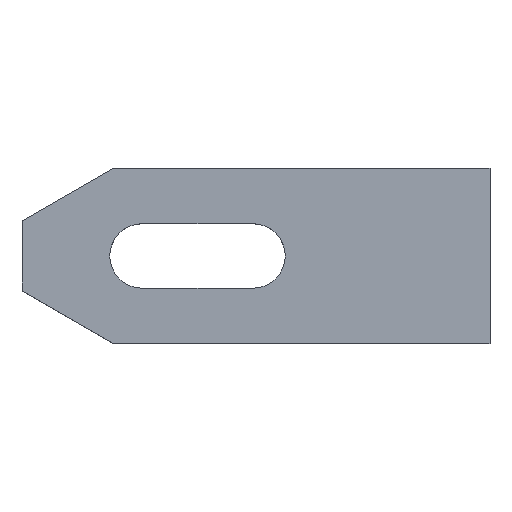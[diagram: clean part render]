
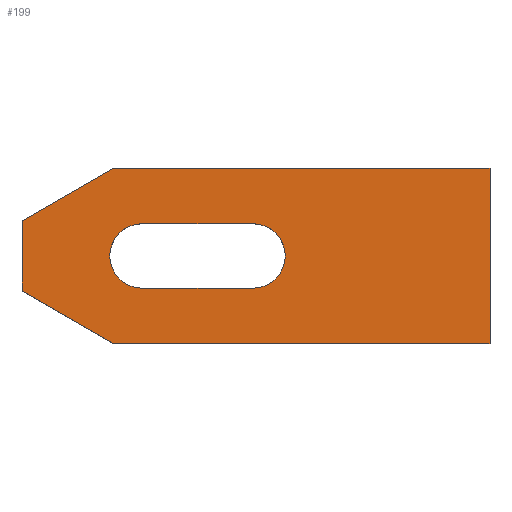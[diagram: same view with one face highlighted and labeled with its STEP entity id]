
A CAD part, top view. The second image highlights one B-rep face of the part: STEP entity #199.
In plain terms, the highlighted planar face has unit normal (0, 0, 1).
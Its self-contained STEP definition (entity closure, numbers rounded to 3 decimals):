
#87=EDGE_CURVE('',#191,#103,#229,.T.);
#103=VERTEX_POINT('',#245);
#105=EDGE_CURVE('',#137,#207,#247,.T.);
#109=EDGE_CURVE('',#167,#185,#251,.T.);
#113=EDGE_CURVE('',#103,#165,#257,.T.);
#119=EDGE_CURVE('',#165,#121,#264,.T.);
#121=VERTEX_POINT('',#266);
#123=EDGE_CURVE('',#121,#191,#268,.T.);
#137=VERTEX_POINT('',#284);
#139=EDGE_CURVE('',#207,#167,#286,.T.);
#141=EDGE_CURVE('',#161,#137,#288,.T.);
#159=EDGE_CURVE('',#205,#161,#308,.T.);
#161=VERTEX_POINT('',#310);
#165=VERTEX_POINT('',#314);
#167=VERTEX_POINT('',#316);
#185=VERTEX_POINT('',#337);
#191=VERTEX_POINT('',#343);
#197=EDGE_CURVE('',#185,#205,#349,.T.);
#199=ADVANCED_FACE('',(#351,#352),#353,.T.);
#205=VERTEX_POINT('',#360);
#207=VERTEX_POINT('',#362);
#229=LINE('',#376,#377);
#245=CARTESIAN_POINT('',(20.5,-5.5,15.0));
#247=LINE('',#403,#404);
#251=LINE('',#409,#410);
#257=CIRCLE('',#417,5.5);
#264=LINE('',#427,#428);
#266=CARTESIAN_POINT('',(39.5,5.5,15.0));
#268=CIRCLE('',#433,5.5);
#284=CARTESIAN_POINT('',(80.,15.0,15.0));
#286=LINE('',#458,#459);
#288=LINE('',#462,#463);
#308=LINE('',#490,#491);
#310=CARTESIAN_POINT('',(15.588,15.0,15.0));
#314=CARTESIAN_POINT('',(20.5,5.5,15.0));
#316=CARTESIAN_POINT('',(15.588,-15.0,15.0));
#337=CARTESIAN_POINT('',(0.,-6.0,15.0));
#343=CARTESIAN_POINT('',(39.5,-5.5,15.0));
#349=LINE('',#546,#547);
#351=FACE_BOUND('',#549,.T.);
#352=FACE_OUTER_BOUND('',#550,.T.);
#353=PLANE('',#551);
#360=CARTESIAN_POINT('',(0.,6.0,15.0));
#362=CARTESIAN_POINT('',(80.,-15.0,15.0));
#376=CARTESIAN_POINT('',(41.115,-5.5,15.0));
#377=VECTOR('',#570,1.0);
#403=CARTESIAN_POINT('',(80.,-15.0,15.0));
#404=VECTOR('',#576,1.0);
#409=CARTESIAN_POINT('',(0.,-6.0,15.0));
#410=VECTOR('',#577,1.0);
#417=AXIS2_PLACEMENT_3D('',#592,#593,#594);
#427=CARTESIAN_POINT('',(31.615,5.5,15.0));
#428=VECTOR('',#604,1.0);
#433=AXIS2_PLACEMENT_3D('',#605,#606,#607);
#458=CARTESIAN_POINT('',(15.588,-15.0,15.0));
#459=VECTOR('',#627,1.0);
#462=CARTESIAN_POINT('',(80.,15.0,15.0));
#463=VECTOR('',#628,1.0);
#490=CARTESIAN_POINT('',(15.588,15.0,15.0));
#491=VECTOR('',#648,1.0);
#546=CARTESIAN_POINT('',(0.,6.0,15.0));
#547=VECTOR('',#682,1.0);
#549=EDGE_LOOP('',(#684,#685,#686,#687));
#550=EDGE_LOOP('',(#688,#689,#690,#691,#692,#693));
#551=AXIS2_PLACEMENT_3D('',#694,#695,#696);
#570=DIRECTION('',(-1.0,0.0,0.0));
#576=DIRECTION('',(0.0,-1.0,0.0));
#577=DIRECTION('',(-0.866,0.5,0.0));
#592=CARTESIAN_POINT('',(20.5,0.0,15.0));
#593=DIRECTION('',(0.0,0.0,-1.0));
#594=DIRECTION('',(0.0,-1.0,0.0));
#604=DIRECTION('',(1.0,0.0,0.0));
#605=CARTESIAN_POINT('',(39.5,0.0,15.0));
#606=DIRECTION('',(0.0,0.0,-1.0));
#607=DIRECTION('',(0.0,1.0,0.0));
#627=DIRECTION('',(-1.0,0.0,0.0));
#628=DIRECTION('',(1.0,0.0,0.0));
#648=DIRECTION('',(0.866,0.5,0.0));
#682=DIRECTION('',(0.0,1.0,0.0));
#684=ORIENTED_EDGE('',*,*,#113,.T.);
#685=ORIENTED_EDGE('',*,*,#119,.T.);
#686=ORIENTED_EDGE('',*,*,#123,.T.);
#687=ORIENTED_EDGE('',*,*,#87,.T.);
#688=ORIENTED_EDGE('',*,*,#139,.F.);
#689=ORIENTED_EDGE('',*,*,#105,.F.);
#690=ORIENTED_EDGE('',*,*,#141,.F.);
#691=ORIENTED_EDGE('',*,*,#159,.F.);
#692=ORIENTED_EDGE('',*,*,#197,.F.);
#693=ORIENTED_EDGE('',*,*,#109,.F.);
#694=CARTESIAN_POINT('',(42.73,0.0,15.0));
#695=DIRECTION('',(0.0,0.0,1.0));
#696=DIRECTION('',(1.0,0.0,0.0));
